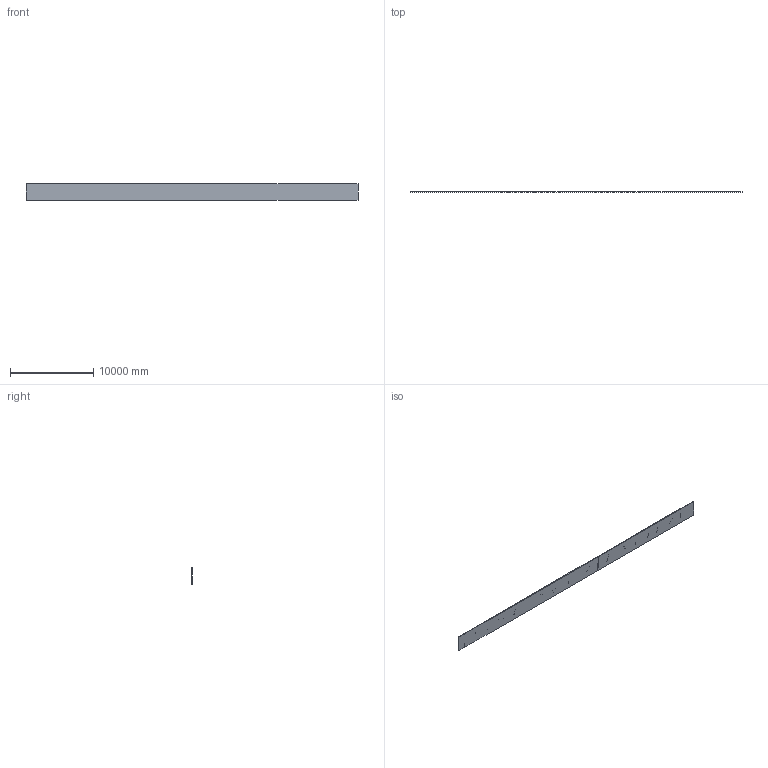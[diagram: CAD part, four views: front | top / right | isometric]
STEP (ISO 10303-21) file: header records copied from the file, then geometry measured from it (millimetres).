
FILE_DESCRIPTION (( 'STEP AP203' ), '1' );
FILE_NAME ('Road.STEP', '2023-06-26T16:57:40', ( '' ), ( '' ), 'SwSTEP 2.0', 'SolidWorks 2022', '' );
FILE_SCHEMA (( 'CONFIG_CONTROL_DESIGN' ));
Length unit declared in the file: millimetre
Products named in the file (1): Road
Bounding box: 40000 x 100 x 2000 mm (x, y, z)
Volume: 7913643711.7 mm3; surface area: 169652537.5 mm2
Topology: 1 solids, 1 shells, 92 faces, 228 edges, 152 vertices
Faces by surface type: plane 92
Entity records: 2749 total; most frequent: CARTESIAN_POINT 473, ORIENTED_EDGE 456, DIRECTION 414, LINE 228, EDGE_CURVE 228, VECTOR 228, VERTEX_POINT 152, EDGE_LOOP 106
